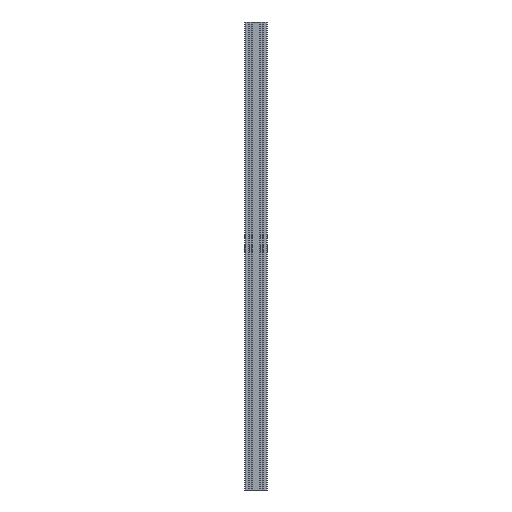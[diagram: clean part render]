
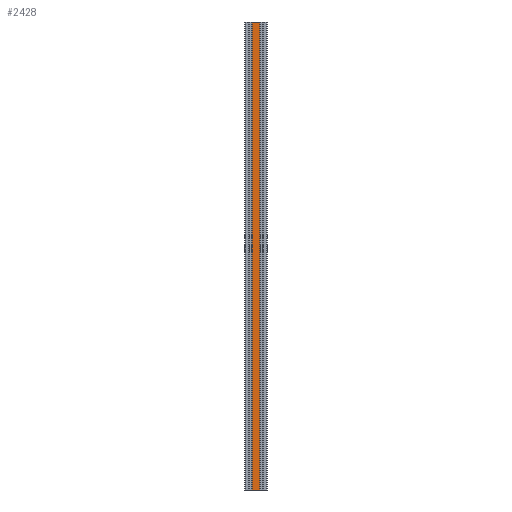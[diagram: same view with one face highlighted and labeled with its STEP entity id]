
A CAD part, front view. The second image highlights one B-rep face of the part: STEP entity #2428.
In plain terms, the highlighted planar face has unit normal (0, -1, 0).
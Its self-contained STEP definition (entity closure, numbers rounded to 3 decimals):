
#705=CARTESIAN_POINT('',(6.706,-9.995,-790.));
#706=VERTEX_POINT('',#705);
#714=CARTESIAN_POINT('',(-6.706,-9.995,-790.));
#715=VERTEX_POINT('',#714);
#716=CARTESIAN_POINT('',(-12351.706,-9.995,-790.));
#717=DIRECTION('',(1.,0.,-0.));
#718=VECTOR('',#717,24690.);
#719=LINE('',#716,#718);
#720=EDGE_CURVE('',#715,#706,#719,.T.);
#1576=CARTESIAN_POINT('',(-6.706,-9.995,50.));
#1577=VERTEX_POINT('',#1576);
#1585=CARTESIAN_POINT('',(6.706,-9.995,50.));
#1586=VERTEX_POINT('',#1585);
#1587=CARTESIAN_POINT('',(12345.,-9.995,50.));
#1588=DIRECTION('',(-1.,0.,0.));
#1589=VECTOR('',#1588,24690.);
#1590=LINE('',#1587,#1589);
#1591=EDGE_CURVE('',#1586,#1577,#1590,.T.);
#2401=CARTESIAN_POINT('',(6.706,-9.995,12295.));
#2402=DIRECTION('',(0.,0.,-1.));
#2403=VECTOR('',#2402,24690.);
#2404=LINE('',#2401,#2403);
#2405=EDGE_CURVE('',#1586,#706,#2404,.T.);
#2412=CARTESIAN_POINT('',(-0.,-9.995,152.4));
#2413=DIRECTION('',(0.,1.,0.));
#2414=DIRECTION('',(0.,0.,1.));
#2415=AXIS2_PLACEMENT_3D('',#2412,#2413,#2414);
#2416=PLANE('',#2415);
#2417=ORIENTED_EDGE('',*,*,#1591,.T.);
#2418=CARTESIAN_POINT('',(-6.706,-9.995,12295.));
#2419=DIRECTION('',(0.,0.,-1.));
#2420=VECTOR('',#2419,24690.);
#2421=LINE('',#2418,#2420);
#2422=EDGE_CURVE('',#1577,#715,#2421,.T.);
#2423=ORIENTED_EDGE('',*,*,#2422,.T.);
#2424=ORIENTED_EDGE('',*,*,#720,.T.);
#2425=ORIENTED_EDGE('',*,*,#2405,.F.);
#2426=EDGE_LOOP('',(#2417,#2423,#2424,#2425));
#2427=FACE_BOUND('',#2426,.T.);
#2428=ADVANCED_FACE('',(#2427),#2416,.F.);
